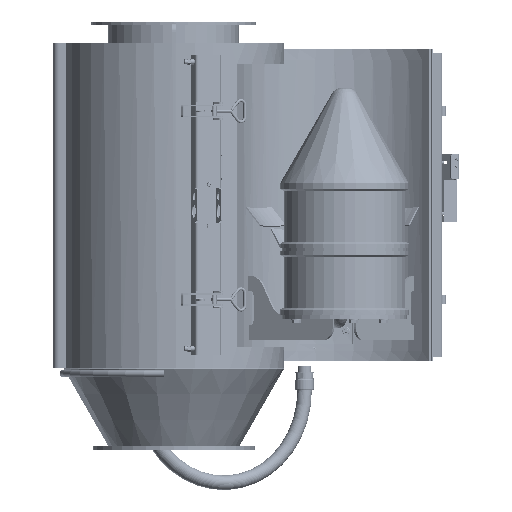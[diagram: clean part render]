
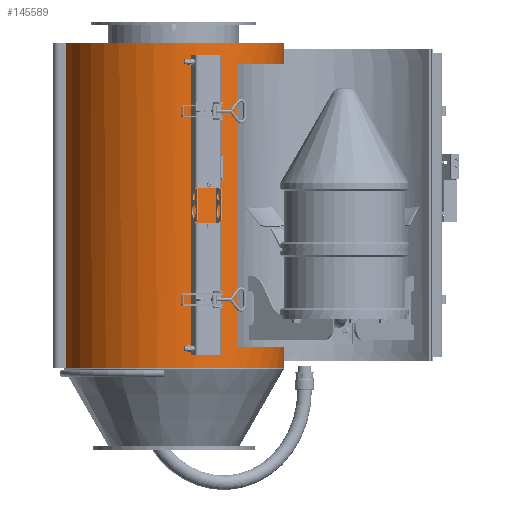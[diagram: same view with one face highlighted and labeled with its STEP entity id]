
A CAD part, left-side view. The second image highlights one B-rep face of the part: STEP entity #145589.
In plain terms, the highlighted cylindrical face has radius 257.5 mm (diameter 515 mm), a full revolution.
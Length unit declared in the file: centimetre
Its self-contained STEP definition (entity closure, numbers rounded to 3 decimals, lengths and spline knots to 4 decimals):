
#6874=LINE('',#214901,#19911);
#6875=LINE('',#214904,#19912);
#6876=LINE('',#214907,#19913);
#6877=LINE('',#214910,#19914);
#6878=LINE('',#214913,#19915);
#6879=LINE('',#214916,#19916);
#6880=LINE('',#214920,#19917);
#6881=LINE('',#214946,#19918);
#6882=LINE('',#214949,#19919);
#19911=VECTOR('',#169662,70.);
#19912=VECTOR('',#169665,70.);
#19913=VECTOR('',#169666,70.);
#19914=VECTOR('',#169667,70.);
#19915=VECTOR('',#169668,70.);
#19916=VECTOR('',#169669,66.);
#19917=VECTOR('',#169672,66.);
#19918=VECTOR('',#169697,5.8);
#19919=VECTOR('',#169700,5.8);
#32182=CYLINDRICAL_SURFACE('',#154823,25.75);
#33601=FACE_BOUND('',#45531,.T.);
#33602=FACE_BOUND('',#45532,.T.);
#33603=FACE_BOUND('',#45533,.T.);
#33604=FACE_BOUND('',#45534,.T.);
#33605=FACE_BOUND('',#45535,.T.);
#33606=FACE_BOUND('',#45536,.T.);
#33607=FACE_BOUND('',#45537,.T.);
#33608=FACE_BOUND('',#45538,.T.);
#45531=EDGE_LOOP('',(#97661,#97662,#97663,#97664));
#45532=EDGE_LOOP('',(#97665,#97666));
#45533=EDGE_LOOP('',(#97667,#97668));
#45534=EDGE_LOOP('',(#97669,#97670));
#45535=EDGE_LOOP('',(#97671,#97672,#97673,#97674));
#45536=EDGE_LOOP('',(#97675,#97676));
#45537=EDGE_LOOP('',(#97677,#97678,#97679,#97680,#97681,#97682,#97683,#97684));
#45538=EDGE_LOOP('',(#97685,#97686,#97687,#97688));
#53885=CIRCLE('',#154824,25.75);
#53886=CIRCLE('',#154825,25.75);
#53887=CIRCLE('',#154826,25.75);
#53888=CIRCLE('',#154827,25.75);
#53889=CIRCLE('',#154828,25.75);
#53890=CIRCLE('',#154829,25.75);
#53891=CIRCLE('',#154830,25.75);
#53892=CIRCLE('',#154831,25.75);
#53893=CIRCLE('',#154832,25.75);
#53894=CIRCLE('',#154833,25.75);
#53895=CIRCLE('',#154834,25.75);
#53896=CIRCLE('',#154835,25.75);
#53897=CIRCLE('',#154836,25.75);
#53898=CIRCLE('',#154837,25.75);
#53899=CIRCLE('',#154838,25.75);
#53900=CIRCLE('',#154839,25.75);
#58787=VERTEX_POINT('',#214897);
#58788=VERTEX_POINT('',#214898);
#58789=VERTEX_POINT('',#214900);
#58790=VERTEX_POINT('',#214902);
#58791=VERTEX_POINT('',#214905);
#58792=VERTEX_POINT('',#214906);
#58793=VERTEX_POINT('',#214908);
#58794=VERTEX_POINT('',#214909);
#58795=VERTEX_POINT('',#214911);
#58796=VERTEX_POINT('',#214912);
#58797=VERTEX_POINT('',#214914);
#58798=VERTEX_POINT('',#214915);
#58799=VERTEX_POINT('',#214917);
#58800=VERTEX_POINT('',#214919);
#58801=VERTEX_POINT('',#214922);
#58802=VERTEX_POINT('',#214923);
#58803=VERTEX_POINT('',#214926);
#58804=VERTEX_POINT('',#214927);
#58805=VERTEX_POINT('',#214929);
#58806=VERTEX_POINT('',#214931);
#58807=VERTEX_POINT('',#214933);
#58808=VERTEX_POINT('',#214935);
#58809=VERTEX_POINT('',#214937);
#58810=VERTEX_POINT('',#214939);
#58811=VERTEX_POINT('',#214942);
#58812=VERTEX_POINT('',#214943);
#58813=VERTEX_POINT('',#214945);
#58814=VERTEX_POINT('',#214947);
#73499=EDGE_CURVE('',#58787,#58788,#53885,.T.);
#73500=EDGE_CURVE('',#58788,#58789,#6874,.T.);
#73501=EDGE_CURVE('',#58789,#58790,#53886,.T.);
#73502=EDGE_CURVE('',#58790,#58787,#6875,.T.);
#73503=EDGE_CURVE('',#58791,#58792,#6876,.T.);
#73504=EDGE_CURVE('',#58793,#58794,#6877,.T.);
#73505=EDGE_CURVE('',#58795,#58796,#6878,.T.);
#73506=EDGE_CURVE('',#58797,#58798,#6879,.T.);
#73507=EDGE_CURVE('',#58797,#58799,#53887,.T.);
#73508=EDGE_CURVE('',#58800,#58799,#6880,.T.);
#73509=EDGE_CURVE('',#58800,#58798,#53888,.T.);
#73510=EDGE_CURVE('',#58801,#58802,#53889,.T.);
#73511=EDGE_CURVE('',#58802,#58801,#53890,.T.);
#73512=EDGE_CURVE('',#58803,#58804,#53891,.T.);
#73513=EDGE_CURVE('',#58804,#58805,#53892,.T.);
#73514=EDGE_CURVE('',#58805,#58806,#53893,.T.);
#73515=EDGE_CURVE('',#58806,#58807,#53894,.T.);
#73516=EDGE_CURVE('',#58807,#58808,#53895,.T.);
#73517=EDGE_CURVE('',#58808,#58809,#53896,.T.);
#73518=EDGE_CURVE('',#58809,#58810,#53897,.T.);
#73519=EDGE_CURVE('',#58810,#58803,#53898,.T.);
#73520=EDGE_CURVE('',#58811,#58812,#53899,.T.);
#73521=EDGE_CURVE('',#58813,#58811,#6881,.T.);
#73522=EDGE_CURVE('',#58814,#58813,#53900,.T.);
#73523=EDGE_CURVE('',#58812,#58814,#6882,.T.);
#97661=ORIENTED_EDGE('',*,*,#73499,.T.);
#97662=ORIENTED_EDGE('',*,*,#73500,.T.);
#97663=ORIENTED_EDGE('',*,*,#73501,.T.);
#97664=ORIENTED_EDGE('',*,*,#73502,.T.);
#97665=ORIENTED_EDGE('',*,*,#73503,.T.);
#97666=ORIENTED_EDGE('',*,*,#73503,.F.);
#97667=ORIENTED_EDGE('',*,*,#73504,.T.);
#97668=ORIENTED_EDGE('',*,*,#73504,.F.);
#97669=ORIENTED_EDGE('',*,*,#73505,.T.);
#97670=ORIENTED_EDGE('',*,*,#73505,.F.);
#97671=ORIENTED_EDGE('',*,*,#73506,.F.);
#97672=ORIENTED_EDGE('',*,*,#73507,.T.);
#97673=ORIENTED_EDGE('',*,*,#73508,.F.);
#97674=ORIENTED_EDGE('',*,*,#73509,.T.);
#97675=ORIENTED_EDGE('',*,*,#73510,.T.);
#97676=ORIENTED_EDGE('',*,*,#73511,.T.);
#97677=ORIENTED_EDGE('',*,*,#73512,.T.);
#97678=ORIENTED_EDGE('',*,*,#73513,.T.);
#97679=ORIENTED_EDGE('',*,*,#73514,.T.);
#97680=ORIENTED_EDGE('',*,*,#73515,.T.);
#97681=ORIENTED_EDGE('',*,*,#73516,.T.);
#97682=ORIENTED_EDGE('',*,*,#73517,.T.);
#97683=ORIENTED_EDGE('',*,*,#73518,.T.);
#97684=ORIENTED_EDGE('',*,*,#73519,.T.);
#97685=ORIENTED_EDGE('',*,*,#73520,.F.);
#97686=ORIENTED_EDGE('',*,*,#73521,.F.);
#97687=ORIENTED_EDGE('',*,*,#73522,.F.);
#97688=ORIENTED_EDGE('',*,*,#73523,.F.);
#145589=ADVANCED_FACE('',(#33601,#33602,#33603,#33604,#33605,#33606,#33607,
#33608),#32182,.T.);
#154823=AXIS2_PLACEMENT_3D('',#214896,#169658,#169659);
#154824=AXIS2_PLACEMENT_3D('',#214899,#169660,#169661);
#154825=AXIS2_PLACEMENT_3D('',#214903,#169663,#169664);
#154826=AXIS2_PLACEMENT_3D('',#214918,#169670,#169671);
#154827=AXIS2_PLACEMENT_3D('',#214921,#169673,#169674);
#154828=AXIS2_PLACEMENT_3D('',#214924,#169675,#169676);
#154829=AXIS2_PLACEMENT_3D('',#214925,#169677,#169678);
#154830=AXIS2_PLACEMENT_3D('',#214928,#169679,#169680);
#154831=AXIS2_PLACEMENT_3D('',#214930,#169681,#169682);
#154832=AXIS2_PLACEMENT_3D('',#214932,#169683,#169684);
#154833=AXIS2_PLACEMENT_3D('',#214934,#169685,#169686);
#154834=AXIS2_PLACEMENT_3D('',#214936,#169687,#169688);
#154835=AXIS2_PLACEMENT_3D('',#214938,#169689,#169690);
#154836=AXIS2_PLACEMENT_3D('',#214940,#169691,#169692);
#154837=AXIS2_PLACEMENT_3D('',#214941,#169693,#169694);
#154838=AXIS2_PLACEMENT_3D('',#214944,#169695,#169696);
#154839=AXIS2_PLACEMENT_3D('',#214948,#169698,#169699);
#169658=DIRECTION('center_axis',(0.,0.,1.));
#169659=DIRECTION('ref_axis',(1.,0.,0.));
#169660=DIRECTION('center_axis',(0.,0.,1.));
#169661=DIRECTION('ref_axis',(1.,0.,0.));
#169662=DIRECTION('',(0.,0.,-1.));
#169663=DIRECTION('center_axis',(0.,0.,-1.));
#169664=DIRECTION('ref_axis',(1.,0.,0.));
#169665=DIRECTION('',(0.,0.,1.));
#169666=DIRECTION('',(0.,0.,1.));
#169667=DIRECTION('',(0.,0.,-1.));
#169668=DIRECTION('',(0.,0.,1.));
#169669=DIRECTION('',(0.,0.,1.));
#169670=DIRECTION('center_axis',(0.,0.,-1.));
#169671=DIRECTION('ref_axis',(-0.819,-0.574,0.));
#169672=DIRECTION('',(0.,0.,-1.));
#169673=DIRECTION('center_axis',(0.,0.,1.));
#169674=DIRECTION('ref_axis',(-0.819,-0.574,0.));
#169675=DIRECTION('center_axis',(0.,0.,1.));
#169676=DIRECTION('ref_axis',(1.,0.,0.));
#169677=DIRECTION('center_axis',(0.,0.,1.));
#169678=DIRECTION('ref_axis',(1.,0.,0.));
#169679=DIRECTION('center_axis',(0.,0.,-1.));
#169680=DIRECTION('ref_axis',(1.,0.,0.));
#169681=DIRECTION('center_axis',(0.,0.,-1.));
#169682=DIRECTION('ref_axis',(1.,0.,0.));
#169683=DIRECTION('center_axis',(0.,0.,-1.));
#169684=DIRECTION('ref_axis',(1.,0.,0.));
#169685=DIRECTION('center_axis',(0.,0.,-1.));
#169686=DIRECTION('ref_axis',(1.,0.,0.));
#169687=DIRECTION('center_axis',(0.,0.,-1.));
#169688=DIRECTION('ref_axis',(1.,0.,0.));
#169689=DIRECTION('center_axis',(0.,0.,-1.));
#169690=DIRECTION('ref_axis',(1.,0.,0.));
#169691=DIRECTION('center_axis',(0.,0.,-1.));
#169692=DIRECTION('ref_axis',(1.,0.,0.));
#169693=DIRECTION('center_axis',(0.,0.,-1.));
#169694=DIRECTION('ref_axis',(1.,0.,0.));
#169695=DIRECTION('center_axis',(0.,0.,
-1.));
#169696=DIRECTION('ref_axis',(1.,0.,0.));
#169697=DIRECTION('',(0.,0.,1.));
#169698=DIRECTION('center_axis',(0.,0.,
1.));
#169699=DIRECTION('ref_axis',(1.,0.,0.));
#169700=DIRECTION('',(0.,0.,-1.));
#214896=CARTESIAN_POINT('Origin',(0.,0.,0.));
#214897=CARTESIAN_POINT('',(24.3827,-8.2792,35.));
#214898=CARTESIAN_POINT('',(24.3996,-8.2294,35.));
#214899=CARTESIAN_POINT('Origin',(0.,0.,35.));
#214900=CARTESIAN_POINT('',(24.3996,-8.2294,-35.));
#214901=CARTESIAN_POINT('',(24.3996,-8.2294,35.));
#214902=CARTESIAN_POINT('',(24.3827,-8.2792,-35.));
#214903=CARTESIAN_POINT('Origin',(0.,0.,-35.));
#214904=CARTESIAN_POINT('',(24.3827,-8.2792,-35.));
#214905=CARTESIAN_POINT('',(25.4444,-3.9553,-35.));
#214906=CARTESIAN_POINT('',(25.4444,-3.9553,35.));
#214907=CARTESIAN_POINT('',(25.4444,-3.9553,-35.));
#214908=CARTESIAN_POINT('',(-25.398,-4.2431,35.));
#214909=CARTESIAN_POINT('',(-25.398,-4.2431,-35.));
#214910=CARTESIAN_POINT('',(-25.398,-4.2431,35.));
#214911=CARTESIAN_POINT('',(-23.8423,-9.7267,-35.));
#214912=CARTESIAN_POINT('',(-23.8423,-9.7267,35.));
#214913=CARTESIAN_POINT('',(-23.8423,-9.7267,-35.));
#214914=CARTESIAN_POINT('',(21.0932,-14.7696,-33.));
#214915=CARTESIAN_POINT('',(21.0932,-14.7696,33.));
#214916=CARTESIAN_POINT('',(21.0932,-14.7696,-33.));
#214917=CARTESIAN_POINT('',(-21.0932,-14.7696,-33.));
#214918=CARTESIAN_POINT('Origin',(0.,0.,-33.));
#214919=CARTESIAN_POINT('',(-21.0932,-14.7696,33.));
#214920=CARTESIAN_POINT('',(-21.0932,-14.7696,33.));
#214921=CARTESIAN_POINT('Origin',(0.,0.,33.));
#214922=CARTESIAN_POINT('',(5.5,25.1558,-38.));
#214923=CARTESIAN_POINT('',(-5.5,25.1558,-38.));
#214924=CARTESIAN_POINT('Origin',(0.,0.,-38.));
#214925=CARTESIAN_POINT('Origin',(0.,0.,-38.));
#214926=CARTESIAN_POINT('',(5.5,25.1558,38.));
#214927=CARTESIAN_POINT('',(25.7469,0.4,38.));
#214928=CARTESIAN_POINT('Origin',(0.,0.,38.));
#214929=CARTESIAN_POINT('',(25.75,0.,38.));
#214930=CARTESIAN_POINT('Origin',(0.,0.,38.));
#214931=CARTESIAN_POINT('',(25.7469,-0.4,38.));
#214932=CARTESIAN_POINT('Origin',(0.,0.,38.));
#214933=CARTESIAN_POINT('',(-25.7469,-0.4,38.));
#214934=CARTESIAN_POINT('Origin',(0.,0.,38.));
#214935=CARTESIAN_POINT('',(-25.75,0.,38.));
#214936=CARTESIAN_POINT('Origin',(0.,0.,38.));
#214937=CARTESIAN_POINT('',(-25.7469,0.4,38.));
#214938=CARTESIAN_POINT('Origin',(0.,0.,38.));
#214939=CARTESIAN_POINT('',(-5.5,25.1558,38.));
#214940=CARTESIAN_POINT('Origin',(0.,0.,38.));
#214941=CARTESIAN_POINT('Origin',(0.,0.,38.));
#214942=CARTESIAN_POINT('',(24.4395,8.1101,6.8));
#214943=CARTESIAN_POINT('',(24.8297,6.8228,6.8));
#214944=CARTESIAN_POINT('Origin',(0.,0.,6.8));
#214945=CARTESIAN_POINT('',(24.4395,8.1101,1.));
#214946=CARTESIAN_POINT('',(24.4395,8.1101,0.));
#214947=CARTESIAN_POINT('',(24.8297,6.8228,1.));
#214948=CARTESIAN_POINT('Origin',(0.,0.,1.));
#214949=CARTESIAN_POINT('',(24.8297,6.8228,0.));
